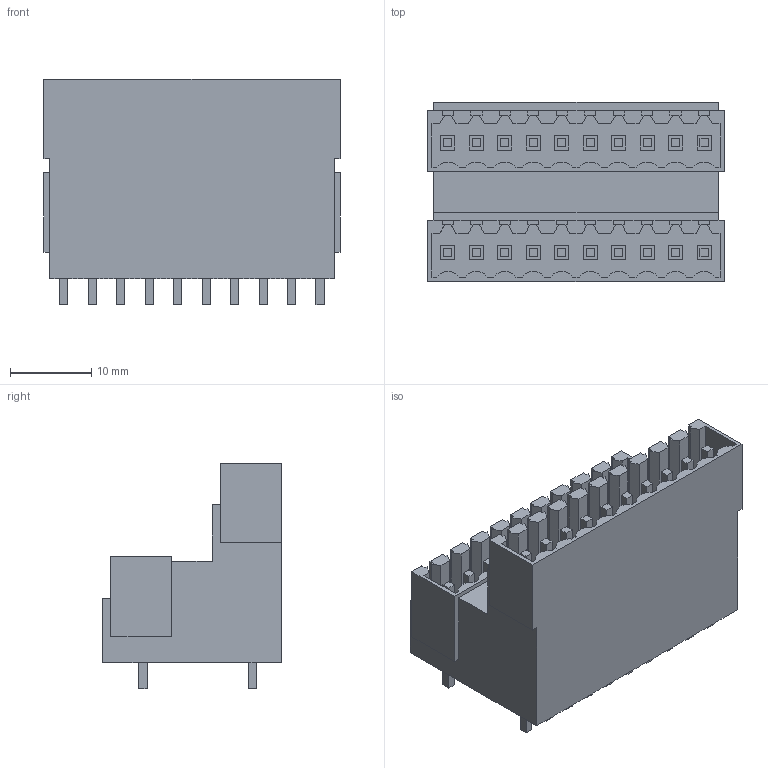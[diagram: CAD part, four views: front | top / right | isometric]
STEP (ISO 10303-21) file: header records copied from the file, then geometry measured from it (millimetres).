
FILE_DESCRIPTION(('CATIA V5 STEP Exchange','CAx-IF Rec.Pracs.--- Model Styling and Organization---1.4--- 2014-01-23'),'2;1');
FILE_NAME ('D1454165_0_1641150000_1641150000.stp','2019-11-15T07:49:23+00:00',('none'),('Weidmueller'),'CATIA Version 5-6 Release 2016 SP3 HF44','CATIA V5 STEP AP214','none');
FILE_SCHEMA(('AUTOMOTIVE_DESIGN { 1 0 10303 214 1 1 1 1 }'));
Length unit declared in the file: millimetre
Products named in the file (3): 1641150000; Housing; Loetstift_180
Assembly tree (2 placements, depth 2):
  1641150000
    Housing
    Loetstift_180
Bounding box: 36.4 x 22 x 27.77 mm (x, y, z)
Volume: 10576.7 mm3; surface area: 7542.4 mm2
Topology: 21 solids, 21 shells, 490 faces, 1402 edges, 974 vertices
Faces by surface type: plane 470, cylinder 20
Entity records: 15367 total; most frequent: ORIENTED_EDGE 2804, CARTESIAN_POINT 2696, DIRECTION 2042, EDGE_CURVE 1402, VECTOR 1362, LINE 1362, VERTEX_POINT 974, EDGE_LOOP 510
